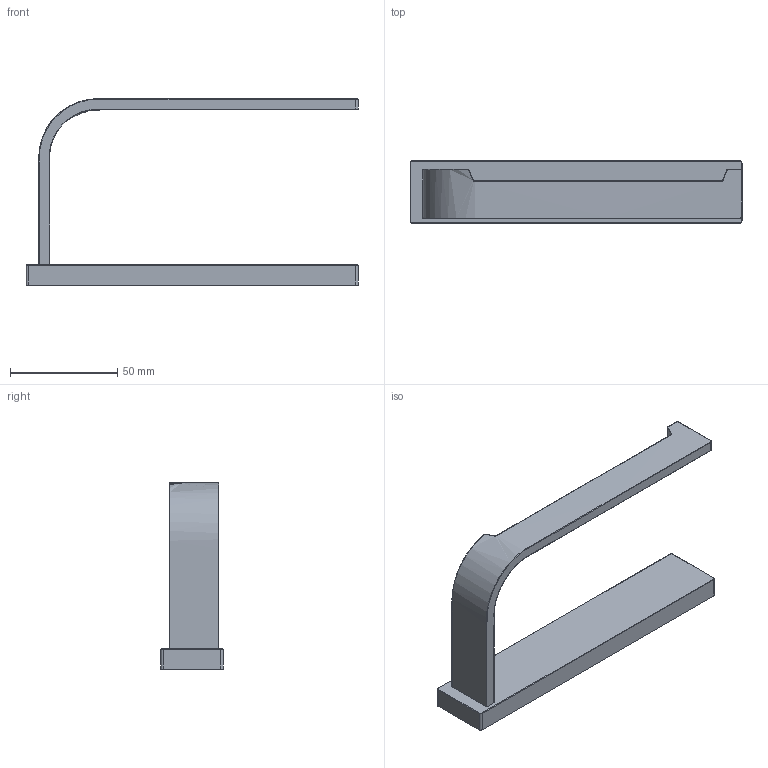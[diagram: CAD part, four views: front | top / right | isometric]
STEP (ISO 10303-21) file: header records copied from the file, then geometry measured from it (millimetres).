
FILE_DESCRIPTION(/* description */ (''),/* implementation_level */ '2;1');
FILE_NAME(/* name */ '1fc0724f-edb5-4138-bd38-a7bffdbff783.stp',/* time_stamp */ '2019-07-12T08:55:38+00:00',/* author */ (''),/* organization */ (''),/* preprocessor_version */ 'ST-DEVELOPER v18',/* originating_system */ 'Autodesk Translation Framework v8.2.0.1029',/* authorisation */ '');
FILE_SCHEMA (('AUTOMOTIVE_DESIGN { 1 0 10303 214 3 1 1 }'));
Length unit declared in the file: millimetre
Products named in the file (1): !LU30510
Bounding box: 155 x 29 x 87 mm (x, y, z)
Volume: 64524.4 mm3; surface area: 23117.9 mm2
Topology: 2 solids, 2 shells, 68 faces, 152 edges, 88 vertices
Faces by surface type: bspline 30, cylinder 24, plane 14
Entity records: 2756 total; most frequent: CARTESIAN_POINT 1396, ORIENTED_EDGE 304, DIRECTION 258, EDGE_CURVE 152, AXIS2_PLACEMENT_3D 103, VERTEX_POINT 88, FACE_OUTER_BOUND 68, EDGE_LOOP 68
